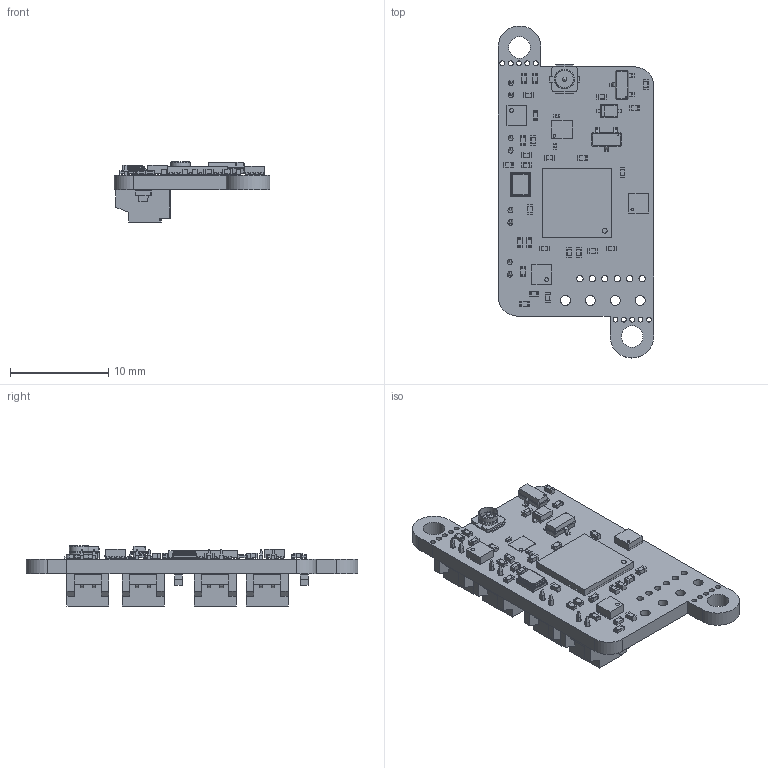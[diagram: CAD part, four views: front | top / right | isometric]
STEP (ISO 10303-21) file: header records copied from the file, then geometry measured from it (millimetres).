
FILE_DESCRIPTION(('KiCad electronic assembly'),'2;1');
FILE_NAME('camcontrol stm32.step','2025-12-16T13:35:06',('Pcbnew'),( 'Kicad'),'Open CASCADE STEP processor 7.9','KiCad to STEP converter' ,'Unknown');
FILE_SCHEMA(('AUTOMOTIVE_DESIGN { 1 0 10303 214 1 1 1 1 }'));
Length unit declared in the file: millimetre
Products named in the file (16): camcontrol stm32 1; C_0402_1005Metric; R_0402_1005Metric; D_SOD-323F; C_0201_0603Metric; CSPG-8_L2.1-W1.8_BALFHB-WL-03D3; SOT-23; DFN-8_2x2mm_P0.5mm; WSON-8-1EP_2x2mm_P0.5mm_EP0.9x1.6mm; QFN-48-1EP_7x7mm_P0.5mm_EP5.15x5.15mm; Crystal_SMD_2520-4Pin_2.5x2.0mm; U.FL_Hirose_U.FL-R-SMT-1_Vertical; L_0402_1005Metric; 530480210; LED_0603_1608Metric; camcontrol stm32_PCB
Assembly tree (46 placements, depth 2):
  camcontrol stm32 1
    C_0402_1005Metric  x14
    R_0402_1005Metric  x12
    D_SOD-323F
    C_0201_0603Metric  x2
    CSPG-8_L2.1-W1.8_BALFHB-WL-03D3
    SOT-23  x2
    DFN-8_2x2mm_P0.5mm  x2
    WSON-8-1EP_2x2mm_P0.5mm_EP0.9x1.6mm
    QFN-48-1EP_7x7mm_P0.5mm_EP5.15x5.15mm
    Crystal_SMD_2520-4Pin_2.5x2.0mm
    U.FL_Hirose_U.FL-R-SMT-1_Vertical
    L_0402_1005Metric
    530480210  x4
    LED_0603_1608Metric  x2
    camcontrol stm32_PCB
Bounding box: 15.88 x 33.83 x 6.13 mm (x, y, z)
Volume: 867.6 mm3; surface area: 2052 mm2
Topology: 47 solids, 47 shells, 2402 faces, 6414 edges, 4182 vertices
Faces by surface type: plane 1685, cylinder 521, bspline 140, torus 36, sphere 17, cone 3
Full cylindrical faces by diameter (mm): 0.25 x1, 0.4 x3, 0.5 x19, 0.65 x6, 1 x4, 1.8 x1, 1.92 x1, 2 x2, 2.2 x2
Entity records: 49973 total; most frequent: CARTESIAN_POINT 8725, ORIENTED_EDGE 6924, DIRECTION 6157, EDGE_CURVE 3462, LINE 2651, VECTOR 2651, VERTEX_POINT 2265, AXIS2_PLACEMENT_3D 1753
